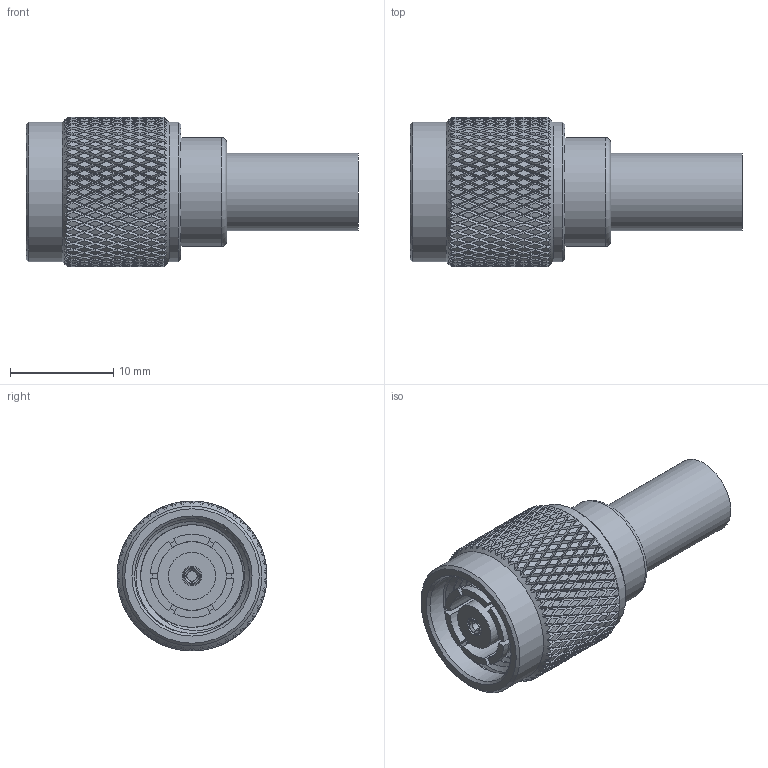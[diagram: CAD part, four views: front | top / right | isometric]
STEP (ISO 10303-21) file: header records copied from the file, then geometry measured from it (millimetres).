
FILE_DESCRIPTION (( 'STEP AP203' ), '1' );
FILE_NAME ('FMCN1604_3D.step', '2021-03-09T18:16:02', ( '' ), ( '' ), 'SwSTEP 2.0', 'SolidWorks 2020', '' );
FILE_SCHEMA (( 'CONFIG_CONTROL_DESIGN' ));
Products named in the file (1): FMCN1604_3D
Bounding box: 32.13 x 14.5 x 14.5 mm (x, y, z)
Volume: 2393.9 mm3; surface area: 3074.7 mm2
Topology: 2 solids, 4 shells, 2622 faces, 5552 edges, 2949 vertices
Faces by surface type: bspline 2003, cylinder 538, plane 58, cone 22, torus 1
Full cylindrical faces by diameter (mm): 0.61 x1, 1.016 x2, 1.702 x1, 1.905 x2, 4.086 x1, 4.572 x1, 5.445 x3, 5.739 x2, 6.6 x1, 6.655 x1, 7.5 x1, 7.569 x1, 10.524 x1, 11.112 x6, 13.513 x2
Entity records: 100523 total; most frequent: CARTESIAN_POINT 67221, ORIENTED_EDGE 10992, EDGE_CURVE 5496, VERTEX_POINT 2929, EDGE_LOOP 2661, FACE_OUTER_BOUND 2638, ADVANCED_FACE 2616, B_SPLINE_CURVE_WITH_KNOTS 2274
